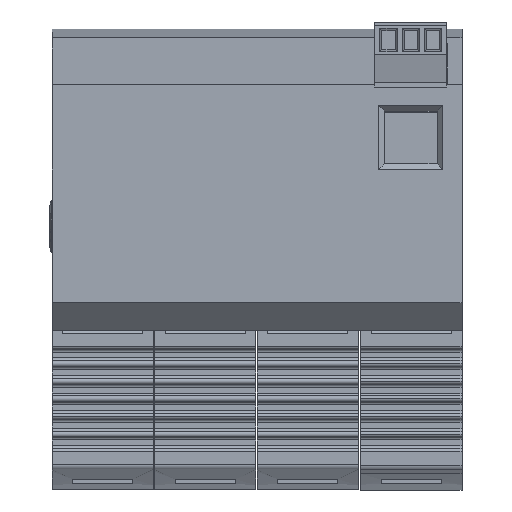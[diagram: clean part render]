
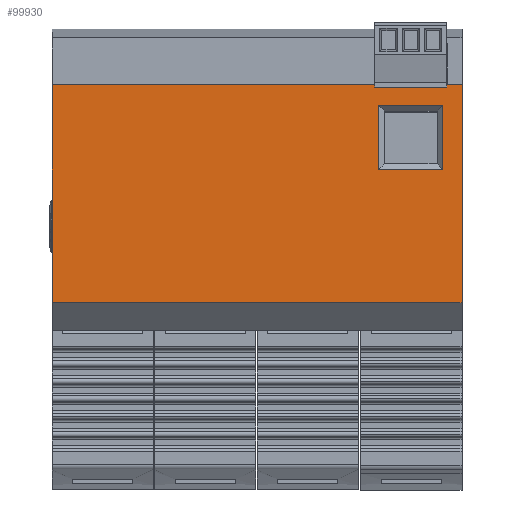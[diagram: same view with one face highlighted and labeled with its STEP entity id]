
A CAD part, front view. The second image highlights one B-rep face of the part: STEP entity #99930.
In plain terms, the highlighted planar face has unit normal (0, -1, 0).
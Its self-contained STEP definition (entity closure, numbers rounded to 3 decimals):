
#492 = LINE ( 'NONE', #76752, #87002 ) ;
#1517 = LINE ( 'NONE', #5610, #86842 ) ;
#2529 = VECTOR ( 'NONE', #56271, 1000. ) ;
#3119 = CARTESIAN_POINT ( 'NONE',  ( 0., 0., 42. ) ) ;
#4829 = EDGE_CURVE ( 'NONE', #90453, #59129, #492, .T. ) ;
#4871 = CARTESIAN_POINT ( 'NONE',  ( 70., 0., 42. ) ) ;
#5610 = CARTESIAN_POINT ( 'NONE',  ( 70., 0., 27.5 ) ) ;
#7146 = VECTOR ( 'NONE', #77543, 1000. ) ;
#7739 = CARTESIAN_POINT ( 'NONE',  ( 70., 0., 4.8 ) ) ;
#14225 = EDGE_CURVE ( 'NONE', #38030, #16171, #28546, .T. ) ;
#16171 = VERTEX_POINT ( 'NONE', #3119 ) ;
#20166 = DIRECTION ( 'NONE',  ( 0., 0., 1. ) ) ;
#20653 = ORIENTED_EDGE ( 'NONE', *, *, #14225, .T. ) ;
#21507 = AXIS2_PLACEMENT_3D ( 'NONE', #62633, #62284, #31027 ) ;
#26083 = CARTESIAN_POINT ( 'NONE',  ( 66.75, 0., 38.5 ) ) ;
#26823 = CARTESIAN_POINT ( 'NONE',  ( 70., 0., 4.8 ) ) ;
#27221 = CARTESIAN_POINT ( 'NONE',  ( 55.75, 0., 0. ) ) ;
#28546 = LINE ( 'NONE', #61499, #7146 ) ;
#30882 = EDGE_CURVE ( 'NONE', #99737, #66844, #1517, .T. ) ;
#31027 = DIRECTION ( 'NONE',  ( 0., 0., -1. ) ) ;
#31110 = CARTESIAN_POINT ( 'NONE',  ( 0., 0., 0. ) ) ;
#31122 = EDGE_CURVE ( 'NONE', #102193, #38030, #61814, .T. ) ;
#31297 = DIRECTION ( 'NONE',  ( 0., 0., -1. ) ) ;
#32967 = CARTESIAN_POINT ( 'NONE',  ( 70., 0., 0. ) ) ;
#36474 = VECTOR ( 'NONE', #31297, 1000. ) ;
#37046 = CARTESIAN_POINT ( 'NONE',  ( 55.75, 0., 27.5 ) ) ;
#38030 = VERTEX_POINT ( 'NONE', #4871 ) ;
#40064 = CARTESIAN_POINT ( 'NONE',  ( 55.75, 0., 38.5 ) ) ;
#41981 = EDGE_CURVE ( 'NONE', #66844, #90453, #61932, .T. ) ;
#42362 = CARTESIAN_POINT ( 'NONE',  ( 66.75, 0., 27.5 ) ) ;
#50930 = ORIENTED_EDGE ( 'NONE', *, *, #31122, .T. ) ;
#51588 = CARTESIAN_POINT ( 'NONE',  ( 0., 0., 4.8 ) ) ;
#51604 = EDGE_CURVE ( 'NONE', #16171, #54747, #87646, .T. ) ;
#52014 = ORIENTED_EDGE ( 'NONE', *, *, #4829, .T. ) ;
#53503 = FACE_BOUND ( 'NONE', #89696, .T. ) ;
#54747 = VERTEX_POINT ( 'NONE', #51588 ) ;
#56271 = DIRECTION ( 'NONE',  ( 1., 0., 0. ) ) ;
#56398 = VECTOR ( 'NONE', #71021, 1000. ) ;
#57795 = EDGE_CURVE ( 'NONE', #59129, #99737, #61680, .T. ) ;
#58118 = VECTOR ( 'NONE', #20166, 1000. ) ;
#59129 = VERTEX_POINT ( 'NONE', #26083 ) ;
#60380 = LINE ( 'NONE', #7739, #2529 ) ;
#61499 = CARTESIAN_POINT ( 'NONE',  ( 70., 0., 42. ) ) ;
#61680 = LINE ( 'NONE', #92971, #36474 ) ;
#61806 = DIRECTION ( 'NONE',  ( -1., 0., 0. ) ) ;
#61814 = LINE ( 'NONE', #32967, #90565 ) ;
#61932 = LINE ( 'NONE', #27221, #58118 ) ;
#62284 = DIRECTION ( 'NONE',  ( 0., -1., 0. ) ) ;
#62633 = CARTESIAN_POINT ( 'NONE',  ( 70., 0., 0. ) ) ;
#64320 = ORIENTED_EDGE ( 'NONE', *, *, #30882, .T. ) ;
#65034 = ORIENTED_EDGE ( 'NONE', *, *, #41981, .T. ) ;
#66844 = VERTEX_POINT ( 'NONE', #37046 ) ;
#69088 = DIRECTION ( 'NONE',  ( 1., 0., 0. ) ) ;
#71021 = DIRECTION ( 'NONE',  ( 0., 0., -1. ) ) ;
#76364 = ORIENTED_EDGE ( 'NONE', *, *, #57795, .T. ) ;
#76752 = CARTESIAN_POINT ( 'NONE',  ( 70., 0., 38.5 ) ) ;
#77543 = DIRECTION ( 'NONE',  ( -1., 0., 0. ) ) ;
#79004 = PLANE ( 'NONE',  #21507 ) ;
#79775 = ORIENTED_EDGE ( 'NONE', *, *, #102523, .T. ) ;
#81031 = FACE_OUTER_BOUND ( 'NONE', #84677, .T. ) ;
#81913 = DIRECTION ( 'NONE',  ( 0., 0., 1. ) ) ;
#84677 = EDGE_LOOP ( 'NONE', ( #79775, #50930, #20653, #86642 ) ) ;
#86642 = ORIENTED_EDGE ( 'NONE', *, *, #51604, .T. ) ;
#86842 = VECTOR ( 'NONE', #61806, 1000. ) ;
#87002 = VECTOR ( 'NONE', #69088, 1000. ) ;
#87646 = LINE ( 'NONE', #31110, #56398 ) ;
#89696 = EDGE_LOOP ( 'NONE', ( #65034, #52014, #76364, #64320 ) ) ;
#90453 = VERTEX_POINT ( 'NONE', #40064 ) ;
#90565 = VECTOR ( 'NONE', #81913, 1000. ) ;
#92971 = CARTESIAN_POINT ( 'NONE',  ( 66.75, 0., 0. ) ) ;
#99737 = VERTEX_POINT ( 'NONE', #42362 ) ;
#99930 = ADVANCED_FACE ( 'NONE', ( #81031, #53503 ), #79004, .T. ) ;
#102193 = VERTEX_POINT ( 'NONE', #26823 ) ;
#102523 = EDGE_CURVE ( 'NONE', #54747, #102193, #60380, .T. ) ;
